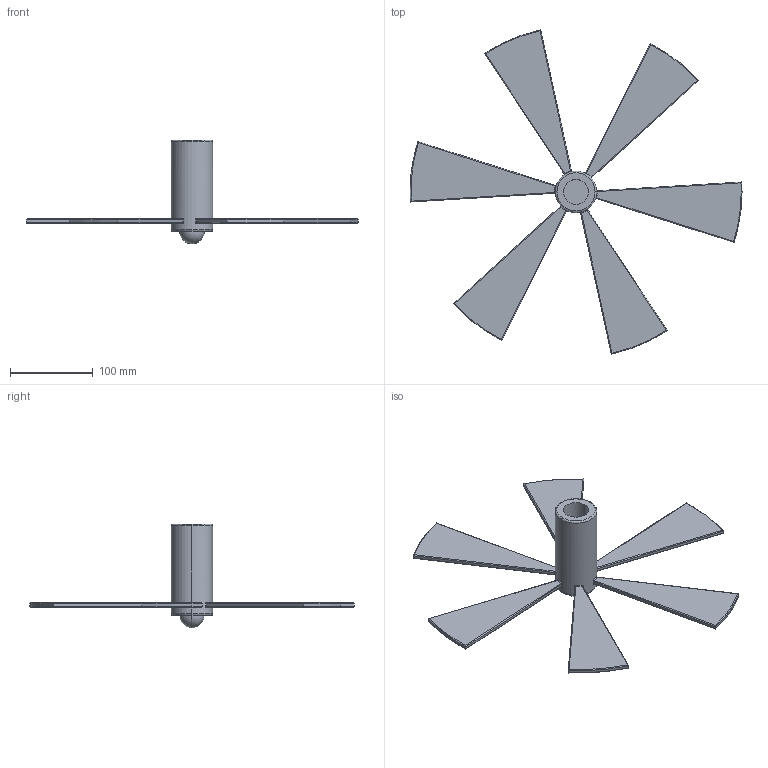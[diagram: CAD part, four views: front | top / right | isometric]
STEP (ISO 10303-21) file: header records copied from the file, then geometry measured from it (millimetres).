
FILE_DESCRIPTION (( 'STEP AP203' ), '1' );
FILE_NAME ('rotor.STEP', '2024-06-05T17:06:34', ( '' ), ( '' ), 'SwSTEP 2.0', 'SolidWorks 2023', '' );
FILE_SCHEMA (( 'CONFIG_CONTROL_DESIGN' ));
Length unit declared in the file: millimetre
Products named in the file (1): rotor
Bounding box: 400 x 390.82 x 125 mm (x, y, z)
Volume: 369121 mm3; surface area: 128484.8 mm2
Topology: 1 solids, 1 shells, 134 faces, 305 edges, 177 vertices
Faces by surface type: cylinder 49, torus 32, plane 27, bspline 24, sphere 2
Entity records: 5106 total; most frequent: CARTESIAN_POINT 2195, ORIENTED_EDGE 602, DIRECTION 587, EDGE_CURVE 301, AXIS2_PLACEMENT_3D 247, VERTEX_POINT 175, EDGE_LOOP 140, CIRCLE 136
